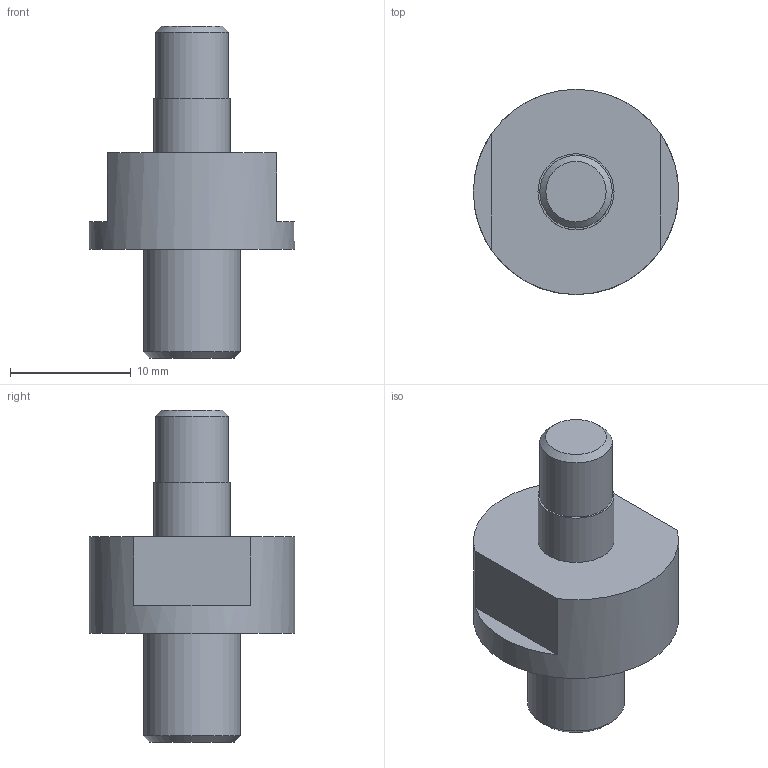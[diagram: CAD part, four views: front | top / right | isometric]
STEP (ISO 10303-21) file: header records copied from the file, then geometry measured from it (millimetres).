
FILE_DESCRIPTION(/* description */ (''),/* implementation_level */ '2;1');
FILE_NAME(/* name */ 'Adapterstück M6M8.stp',/* time_stamp */ '2020-08-19T09:30:25+02:00',/* author */ ('S. Sandt'),/* organization */ ('di-soric GmbH & Co. KG'),/* preprocessor_version */ 'ST-DEVELOPER v18',/* originating_system */ 'Autodesk Inventor 2020',/* authorisation */ '');
FILE_SCHEMA (('AUTOMOTIVE_DESIGN { 1 0 10303 214 3 1 1 }'));
Length unit declared in the file: millimetre
Products named in the file (1): Adapter
Bounding box: 17 x 17 x 27.5 mm (x, y, z)
Volume: 2460.9 mm3; surface area: 1289.1 mm2
Topology: 1 solids, 1 shells, 15 faces, 28 edges, 18 vertices
Faces by surface type: plane 9, cylinder 4, cone 2
Full cylindrical faces by diameter (mm): 6 x1, 6.3 x1, 8 x1, 17 x1
Entity records: 421 total; most frequent: DIRECTION 74, CARTESIAN_POINT 62, ORIENTED_EDGE 56, AXIS2_PLACEMENT_3D 30, EDGE_CURVE 28, EDGE_LOOP 18, VERTEX_POINT 18, FACE_OUTER_BOUND 15
